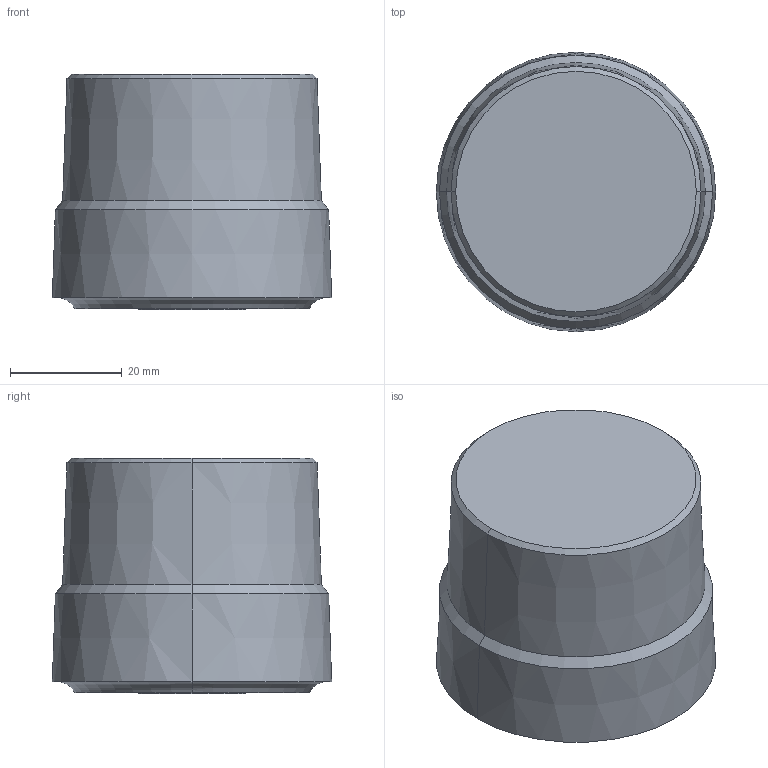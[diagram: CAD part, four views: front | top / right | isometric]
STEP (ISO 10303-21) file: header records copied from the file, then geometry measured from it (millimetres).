
FILE_DESCRIPTION(/* description */ ('STEP AP242','CAx-IF Rec.Pracs.---Representation and Presentation of Product Manufacturing Information (PMI)---4.0---2014-10-13','CAx-IF Rec.Pracs.---3D Tessellated Geometry---0.4---2014-09-14','2;1'),/* implementation_level */ '2;1');
FILE_NAME(/* name */ '68e7e355d37c22093f385848',/* time_stamp */ '2025-10-09T16:31:18Z',/* author */ (''),/* organization */ (''),/* preprocessor_version */ 'ST-DEVELOPER v20',/* originating_system */ 'ONSHAPE BY PTC INC, 1.204',/* authorisation */ ' ');
FILE_SCHEMA (('AP242_MANAGED_MODEL_BASED_3D_ENGINEERING_MIM_LF { 1 0 10303 442 1 1 4 }'));
Length unit declared in the file: metre
Products named in the file (12): 2560-9
Bounding box: 50 x 50 x 42.2 mm (x, y, z)
Volume: 20069.7 mm3; surface area: 39032 mm2
Topology: 12 solids, 12 shells, 362 faces, 932 edges, 617 vertices
Faces by surface type: plane 236, cylinder 88, torus 20, cone 18
Entity records: 11767 total; most frequent: CARTESIAN_POINT 2031, DIRECTION 1931, ORIENTED_EDGE 1864, EDGE_CURVE 932, AXIS2_PLACEMENT_3D 661, VERTEX_POINT 617, LINE 609, VECTOR 609
